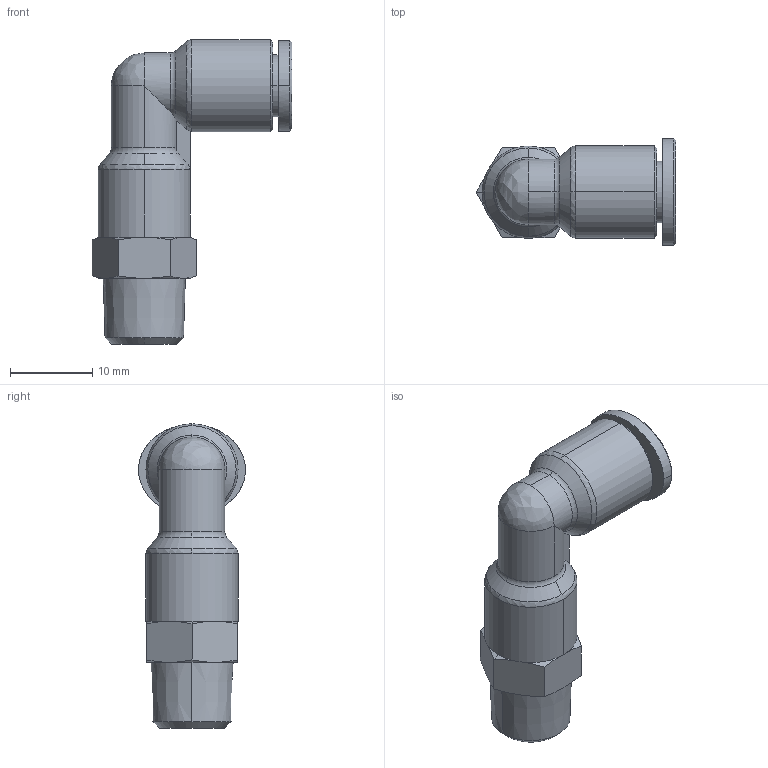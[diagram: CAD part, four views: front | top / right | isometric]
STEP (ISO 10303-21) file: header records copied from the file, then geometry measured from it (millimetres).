
FILE_DESCRIPTION (( 'STEP AP214' ), '1' );
FILE_NAME ('PLLP06-01.stp', '2015-09-15T11:31:04', ( '' ), ( '' ), 'SwSTEP 2.0', 'SolidWorks 2015', '' );
FILE_SCHEMA (( 'AUTOMOTIVE_DESIGN' ));
Length unit declared in the file: millimetre
Products named in the file (2): ｦ+ﾃｦ1; PLLP06-01
Assembly tree (1 placements, depth 2):
  PLLP06-01
    ｦ+ﾃｦ1
Bounding box: 24.3 x 13 x 37 mm (x, y, z)
Volume: 3189.2 mm3; surface area: 2440.5 mm2
Topology: 1 solids, 1 shells, 277 faces, 750 edges, 490 vertices
Faces by surface type: plane 183, bspline 37, cone 29, cylinder 24, torus 4
Entity records: 10589 total; most frequent: CARTESIAN_POINT 3221, ORIENTED_EDGE 1498, DIRECTION 1223, EDGE_CURVE 749, LINE 531, VECTOR 531, VERTEX_POINT 490, AXIS2_PLACEMENT_3D 346
